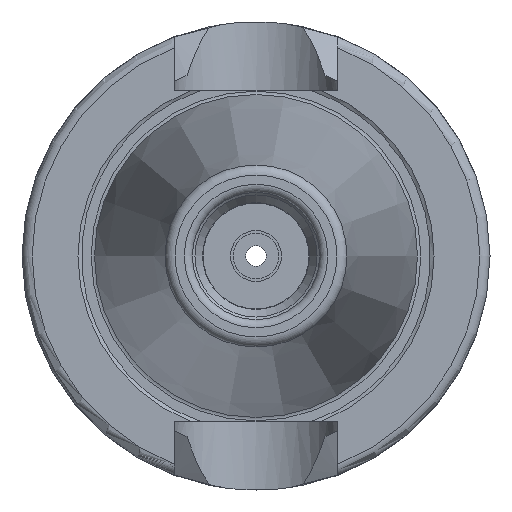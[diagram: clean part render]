
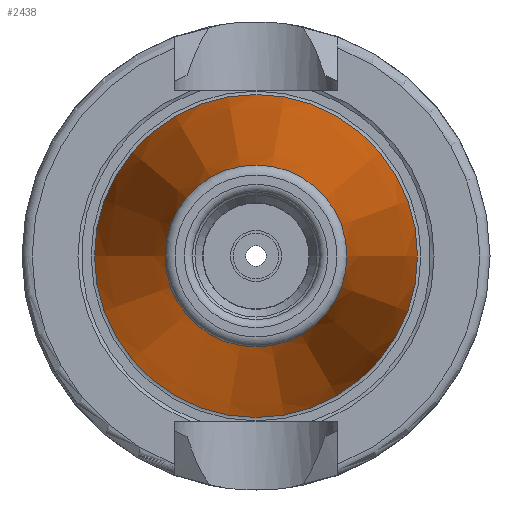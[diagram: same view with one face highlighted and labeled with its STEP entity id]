
A CAD part, left-side view. The second image highlights one B-rep face of the part: STEP entity #2438.
In plain terms, the highlighted conical face has half-angle 8.297 degrees and reference radius 12.408 mm.
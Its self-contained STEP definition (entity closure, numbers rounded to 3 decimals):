
#2404=CARTESIAN_POINT('',(-47.544,8.941,0.0));
#2405=VERTEX_POINT('',#2404);
#2406=CARTESIAN_POINT('',(-47.544,0.0,0.0));
#2407=DIRECTION('',(1.0,0.0,0.0));
#2408=DIRECTION('',(0.0,1.0,0.0));
#2409=AXIS2_PLACEMENT_3D('',#2406,#2407,#2408);
#2410=CIRCLE('',#2409,8.941);
#2411=EDGE_CURVE('',#2405,#2405,#2410,.T.);
#2419=CARTESIAN_POINT('',(-23.772,0.0,0.0));
#2420=DIRECTION('',(1.0,0.0,0.0));
#2421=DIRECTION('',(0.0,1.0,0.0));
#2422=AXIS2_PLACEMENT_3D('',#2419,#2420,#2421);
#2423=CONICAL_SURFACE('',#2422,12.408,8.297);
#2424=CARTESIAN_POINT('',(0.0,15.875,0.0));
#2425=VERTEX_POINT('',#2424);
#2426=CARTESIAN_POINT('',(0.0,0.0,0.0));
#2427=DIRECTION('',(1.0,0.0,0.0));
#2428=DIRECTION('',(0.0,1.0,0.0));
#2429=AXIS2_PLACEMENT_3D('',#2426,#2427,#2428);
#2430=CIRCLE('',#2429,15.875);
#2431=EDGE_CURVE('',#2425,#2425,#2430,.T.);
#2432=ORIENTED_EDGE('',*,*,#2431,.F.);
#2433=EDGE_LOOP('',(#2432));
#2434=FACE_OUTER_BOUND('',#2433,.T.);
#2435=ORIENTED_EDGE('',*,*,#2411,.T.);
#2436=EDGE_LOOP('',(#2435));
#2437=FACE_BOUND('',#2436,.T.);
#2438=ADVANCED_FACE('',(#2434,#2437),#2423,.T.);
